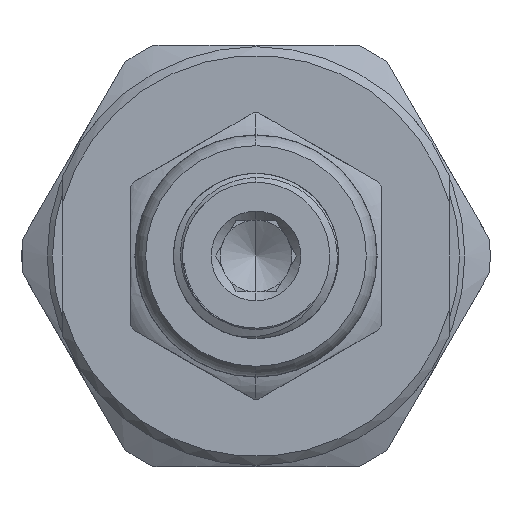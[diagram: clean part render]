
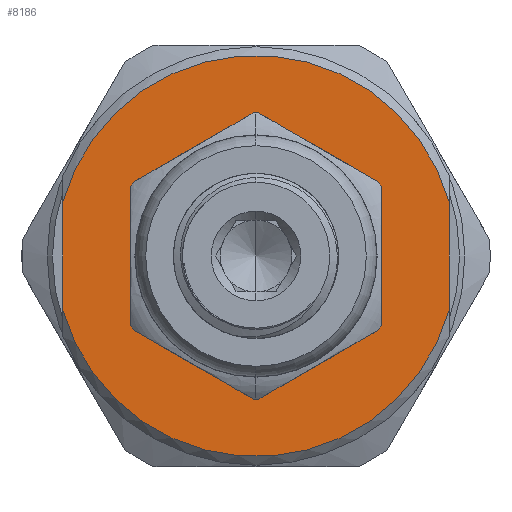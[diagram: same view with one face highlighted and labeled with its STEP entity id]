
A CAD part, left-side view. The second image highlights one B-rep face of the part: STEP entity #8186.
In plain terms, the highlighted planar face has unit normal (-1, 0, 0).
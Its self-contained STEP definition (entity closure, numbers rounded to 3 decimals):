
#1113 = AXIS2_PLACEMENT_3D ( 'NONE', #1866, #1865, #1864 ) ;
#1114 = AXIS2_PLACEMENT_3D ( 'NONE', #1862, #1861, #1860 ) ;
#1185 = EDGE_CURVE ( 'NONE', #2458, #4700, #3257, .T. ) ;
#1187 = EDGE_CURVE ( 'NONE', #2458, #2349, #3260, .T. ) ;
#1194 = EDGE_CURVE ( 'NONE', #2450, #2349, #3262, .T. ) ;
#1197 = EDGE_CURVE ( 'NONE', #2450, #4700, #3264, .T. ) ;
#1198 = AXIS2_PLACEMENT_3D ( 'NONE', #5252, #5257, #5258 ) ;
#1284 = AXIS2_PLACEMENT_3D ( 'NONE', #11952, #11953, #11954 ) ;
#1454 = AXIS2_PLACEMENT_3D ( 'NONE', #7072, #7073, #7074 ) ;
#1860 = DIRECTION ( 'NONE',  ( 0., 1., 0. ) ) ;
#1861 = DIRECTION ( 'NONE',  ( -1., 0., 0. ) ) ;
#1862 = CARTESIAN_POINT ( 'NONE',  ( -6.5, 0., 0. ) ) ;
#1864 = DIRECTION ( 'NONE',  ( 0., 1., 0. ) ) ;
#1865 = DIRECTION ( 'NONE',  ( -1., 0., 0. ) ) ;
#1866 = CARTESIAN_POINT ( 'NONE',  ( -6.5, 0., 0. ) ) ;
#1867 = CARTESIAN_POINT ( 'NONE',  ( -6.5, 11., -10.9 ) ) ;
#1869 = DIRECTION ( 'NONE',  ( 0., 0., 1. ) ) ;
#1870 = DIRECTION ( 'NONE',  ( 0., 0., -1. ) ) ;
#1877 = CARTESIAN_POINT ( 'NONE',  ( -6.5, -11., -10.9 ) ) ;
#2121 = CARTESIAN_POINT ( 'NONE',  ( -6.5, 11., 3.087 ) ) ;
#2349 = VERTEX_POINT ( 'NONE', #2121 ) ;
#2450 = VERTEX_POINT ( 'NONE', #4836 ) ;
#2458 = VERTEX_POINT ( 'NONE', #4847 ) ;
#2480 = VERTEX_POINT ( 'NONE', #4870 ) ;
#2539 = VERTEX_POINT ( 'NONE', #4931 ) ;
#3257 = LINE ( 'NONE', #1877, #3263 ) ;
#3260 = CIRCLE ( 'NONE', #1113, 11.425 ) ;
#3262 = LINE ( 'NONE', #1867, #3266 ) ;
#3263 = VECTOR ( 'NONE', #1870, 1000. ) ;
#3264 = CIRCLE ( 'NONE', #1114, 11.425 ) ;
#3266 = VECTOR ( 'NONE', #1869, 1000. ) ;
#3474 = FACE_OUTER_BOUND ( 'NONE', #4501, .T. ) ;
#3482 = FACE_BOUND ( 'NONE', #4542, .T. ) ;
#4407 = ORIENTED_EDGE ( 'NONE', *, *, #12922, .T. ) ;
#4411 = ORIENTED_EDGE ( 'NONE', *, *, #1194, .F. ) ;
#4413 = ORIENTED_EDGE ( 'NONE', *, *, #1197, .T. ) ;
#4415 = ORIENTED_EDGE ( 'NONE', *, *, #9644, .T. ) ;
#4417 = ORIENTED_EDGE ( 'NONE', *, *, #1187, .T. ) ;
#4419 = ORIENTED_EDGE ( 'NONE', *, *, #1185, .F. ) ;
#4501 = EDGE_LOOP ( 'NONE', ( #4419, #4417, #4411, #4413 ) ) ;
#4542 = EDGE_LOOP ( 'NONE', ( #4415, #4407 ) ) ;
#4700 = VERTEX_POINT ( 'NONE', #5039 ) ;
#4836 = CARTESIAN_POINT ( 'NONE',  ( -6.5, 11., -3.087 ) ) ;
#4847 = CARTESIAN_POINT ( 'NONE',  ( -6.5, -11., 3.087 ) ) ;
#4870 = CARTESIAN_POINT ( 'NONE',  ( -6.5, 0., 6.875 ) ) ;
#4931 = CARTESIAN_POINT ( 'NONE',  ( -6.5, 0., -6.875 ) ) ;
#5039 = CARTESIAN_POINT ( 'NONE',  ( -6.5, -11., -3.087 ) ) ;
#5252 = CARTESIAN_POINT ( 'NONE',  ( -6.5, 0., 0. ) ) ;
#5255 = PLANE ( 'NONE',  #1198 ) ;
#5257 = DIRECTION ( 'NONE',  ( -1., 0., 0. ) ) ;
#5258 = DIRECTION ( 'NONE',  ( 0., 1., 0. ) ) ;
#7072 = CARTESIAN_POINT ( 'NONE',  ( -6.5, 0., 0. ) ) ;
#7073 = DIRECTION ( 'NONE',  ( 1., 0., 0. ) ) ;
#7074 = DIRECTION ( 'NONE',  ( 0., 0., -1. ) ) ;
#8186 = ADVANCED_FACE ( 'NONE', ( #3474, #3482 ), #5255, .T. ) ;
#9280 = CIRCLE ( 'NONE', #1284, 6.875 ) ;
#9545 = CIRCLE ( 'NONE', #1454, 6.875 ) ;
#9644 = EDGE_CURVE ( 'NONE', #2480, #2539, #9280, .T. ) ;
#11952 = CARTESIAN_POINT ( 'NONE',  ( -6.5, 0., 0. ) ) ;
#11953 = DIRECTION ( 'NONE',  ( 1., 0., 0. ) ) ;
#11954 = DIRECTION ( 'NONE',  ( 0., 0., -1. ) ) ;
#12922 = EDGE_CURVE ( 'NONE', #2539, #2480, #9545, .T. ) ;
